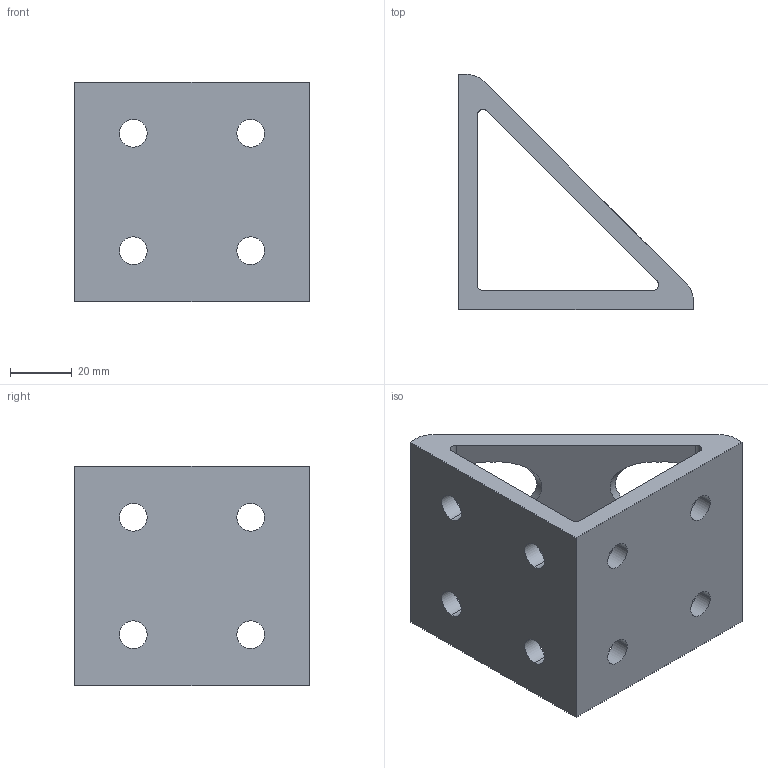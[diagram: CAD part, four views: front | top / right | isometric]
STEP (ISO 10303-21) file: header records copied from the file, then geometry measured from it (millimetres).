
FILE_DESCRIPTION (( 'STEP AP203' ), '1' );
FILE_NAME ('151131.step', '2021-06-03T16:21:06', ( '' ), ( '' ), 'SwSTEP 2.0', 'SolidWorks 2021', '' );
FILE_SCHEMA (( 'CONFIG_CONTROL_DESIGN' ));
Length unit declared in the file: millimetre
Products named in the file (1): 151131
Bounding box: 76.2 x 76.2 x 71.3 mm (x, y, z)
Volume: 87454.9 mm3; surface area: 34201.2 mm2
Topology: 1 solids, 1 shells, 74 faces, 204 edges, 128 vertices
Faces by surface type: cylinder 64, plane 10
Entity records: 2851 total; most frequent: CARTESIAN_POINT 1025, ORIENTED_EDGE 408, DIRECTION 326, EDGE_CURVE 204, VERTEX_POINT 128, AXIS2_PLACEMENT_3D 125, EDGE_LOOP 96, VECTOR 76
